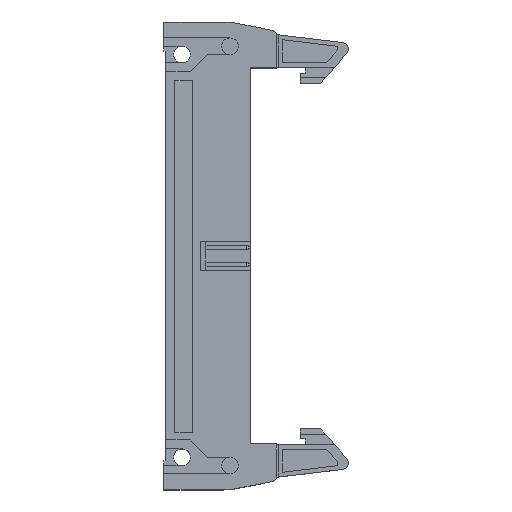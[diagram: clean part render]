
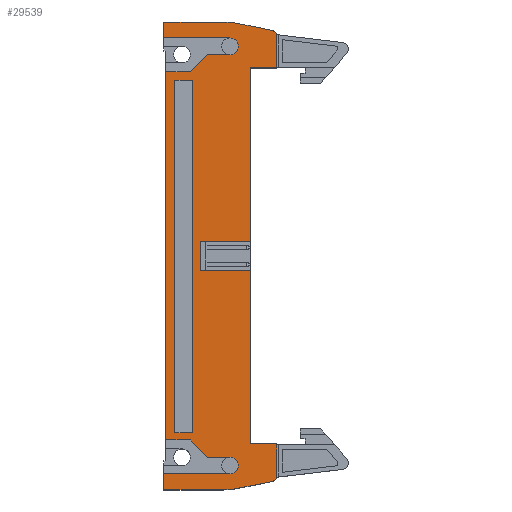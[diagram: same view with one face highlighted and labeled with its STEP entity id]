
A CAD part, top view. The second image highlights one B-rep face of the part: STEP entity #29539.
In plain terms, the highlighted face is planar.
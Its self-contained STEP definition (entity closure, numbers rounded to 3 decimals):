
#1619=LINE('',#40163,#4415);
#1626=LINE('',#40181,#4422);
#1640=LINE('',#40215,#4436);
#1646=LINE('',#40226,#4442);
#1649=LINE('',#40232,#4445);
#1653=LINE('',#40241,#4449);
#1661=LINE('',#40257,#4457);
#1663=LINE('',#40261,#4459);
#1669=LINE('',#40274,#4465);
#1676=LINE('',#40288,#4472);
#1691=LINE('',#40317,#4487);
#1693=LINE('',#40321,#4489);
#1695=LINE('',#40325,#4491);
#1696=LINE('',#40327,#4492);
#1740=LINE('',#40443,#4536);
#1743=LINE('',#40449,#4539);
#1746=LINE('',#40455,#4542);
#1786=LINE('',#40547,#4582);
#1790=LINE('',#40556,#4586);
#1793=LINE('',#40562,#4589);
#1796=LINE('',#40568,#4592);
#2049=LINE('',#41153,#4845);
#2051=LINE('',#41161,#4847);
#2057=LINE('',#41173,#4853);
#2060=LINE('',#41179,#4856);
#2061=LINE('',#41181,#4857);
#2062=LINE('',#41182,#4858);
#2063=LINE('',#41184,#4859);
#4415=VECTOR('',#34222,1000.);
#4422=VECTOR('',#34237,1000.);
#4436=VECTOR('',#34265,1000.);
#4442=VECTOR('',#34273,1000.);
#4445=VECTOR('',#34278,1000.);
#4449=VECTOR('',#34286,1000.);
#4457=VECTOR('',#34298,1000.);
#4459=VECTOR('',#34302,1000.);
#4465=VECTOR('',#34310,1000.);
#4472=VECTOR('',#34319,1000.);
#4487=VECTOR('',#34344,1000.);
#4489=VECTOR('',#34348,1000.);
#4491=VECTOR('',#34352,1000.);
#4492=VECTOR('',#34355,1000.);
#4536=VECTOR('',#34479,1000.);
#4539=VECTOR('',#34484,1000.);
#4542=VECTOR('',#34489,1000.);
#4582=VECTOR('',#34573,1000.);
#4586=VECTOR('',#34579,1000.);
#4589=VECTOR('',#34584,1000.);
#4592=VECTOR('',#34589,1000.);
#4845=VECTOR('',#35168,1000.);
#4847=VECTOR('',#35178,1000.);
#4853=VECTOR('',#35188,1000.);
#4856=VECTOR('',#35193,1000.);
#4857=VECTOR('',#35196,1000.);
#4858=VECTOR('',#35197,1000.);
#4859=VECTOR('',#35198,1000.);
#9380=ORIENTED_EDGE('',*,*,#13417,.T.);
#9381=ORIENTED_EDGE('',*,*,#13421,.T.);
#9382=ORIENTED_EDGE('',*,*,#13424,.T.);
#9383=ORIENTED_EDGE('',*,*,#13427,.T.);
#9384=ORIENTED_EDGE('',*,*,#13360,.F.);
#9385=ORIENTED_EDGE('',*,*,#13365,.F.);
#9386=ORIENTED_EDGE('',*,*,#13734,.F.);
#9387=ORIENTED_EDGE('',*,*,#13279,.F.);
#9388=ORIENTED_EDGE('',*,*,#13316,.F.);
#9389=ORIENTED_EDGE('',*,*,#13273,.F.);
#9390=ORIENTED_EDGE('',*,*,#11753,.F.);
#9391=ORIENTED_EDGE('',*,*,#13250,.F.);
#9392=ORIENTED_EDGE('',*,*,#13256,.F.);
#9393=ORIENTED_EDGE('',*,*,#13263,.F.);
#9394=ORIENTED_EDGE('',*,*,#13305,.F.);
#9395=ORIENTED_EDGE('',*,*,#13303,.F.);
#9396=ORIENTED_EDGE('',*,*,#13301,.F.);
#9397=ORIENTED_EDGE('',*,*,#13259,.F.);
#9398=ORIENTED_EDGE('',*,*,#13233,.F.);
#9399=ORIENTED_EDGE('',*,*,#13224,.F.);
#9400=ORIENTED_EDGE('',*,*,#13247,.F.);
#9401=ORIENTED_EDGE('',*,*,#13271,.F.);
#9402=ORIENTED_EDGE('',*,*,#13314,.F.);
#9403=ORIENTED_EDGE('',*,*,#13286,.F.);
#9404=ORIENTED_EDGE('',*,*,#13720,.F.);
#9405=ORIENTED_EDGE('',*,*,#13306,.F.);
#9406=ORIENTED_EDGE('',*,*,#13721,.F.);
#9407=ORIENTED_EDGE('',*,*,#13724,.F.);
#9408=ORIENTED_EDGE('',*,*,#13730,.F.);
#9409=ORIENTED_EDGE('',*,*,#13733,.F.);
#9410=ORIENTED_EDGE('',*,*,#13735,.F.);
#9411=ORIENTED_EDGE('',*,*,#13736,.F.);
#9412=ORIENTED_EDGE('',*,*,#13371,.F.);
#9413=ORIENTED_EDGE('',*,*,#13368,.F.);
#11753=EDGE_CURVE('',#14672,#14673,#16423,.T.);
#13224=EDGE_CURVE('',#15655,#15656,#1619,.T.);
#13233=EDGE_CURVE('',#15656,#15663,#1626,.T.);
#13247=EDGE_CURVE('',#15674,#15655,#16497,.T.);
#13250=EDGE_CURVE('',#15675,#14672,#1640,.T.);
#13256=EDGE_CURVE('',#15679,#15675,#1646,.T.);
#13259=EDGE_CURVE('',#15663,#15681,#1649,.T.);
#13263=EDGE_CURVE('',#15684,#15679,#1653,.T.);
#13271=EDGE_CURVE('',#15690,#15674,#1661,.T.);
#13273=EDGE_CURVE('',#14673,#15692,#1663,.T.);
#13279=EDGE_CURVE('',#15697,#15698,#1669,.T.);
#13286=EDGE_CURVE('',#15703,#15704,#1676,.T.);
#13301=EDGE_CURVE('',#15681,#15713,#1691,.T.);
#13303=EDGE_CURVE('',#15713,#15714,#1693,.T.);
#13305=EDGE_CURVE('',#15714,#15684,#1695,.T.);
#13306=EDGE_CURVE('',#15715,#15716,#1696,.T.);
#13314=EDGE_CURVE('',#15704,#15690,#16502,.T.);
#13316=EDGE_CURVE('',#15692,#15697,#16504,.T.);
#13360=EDGE_CURVE('',#15742,#15743,#16510,.T.);
#13365=EDGE_CURVE('',#15747,#15742,#1740,.T.);
#13368=EDGE_CURVE('',#15743,#15749,#1743,.T.);
#13371=EDGE_CURVE('',#15749,#15751,#1746,.T.);
#13417=EDGE_CURVE('',#15781,#15782,#1786,.T.);
#13421=EDGE_CURVE('',#15782,#15785,#1790,.T.);
#13424=EDGE_CURVE('',#15785,#15787,#1793,.T.);
#13427=EDGE_CURVE('',#15787,#15781,#1796,.T.);
#13720=EDGE_CURVE('',#15716,#15703,#2049,.T.);
#13721=EDGE_CURVE('',#15958,#15715,#16559,.T.);
#13724=EDGE_CURVE('',#15960,#15958,#2051,.T.);
#13730=EDGE_CURVE('',#15964,#15960,#2057,.T.);
#13733=EDGE_CURVE('',#15965,#15964,#2060,.T.);
#13734=EDGE_CURVE('',#15698,#15747,#2061,.T.);
#13735=EDGE_CURVE('',#15966,#15965,#2062,.T.);
#13736=EDGE_CURVE('',#15751,#15966,#2063,.T.);
#14672=VERTEX_POINT('',#37167);
#14673=VERTEX_POINT('',#37169);
#15655=VERTEX_POINT('',#40162);
#15656=VERTEX_POINT('',#40164);
#15663=VERTEX_POINT('',#40182);
#15674=VERTEX_POINT('',#40209);
#15675=VERTEX_POINT('',#40214);
#15679=VERTEX_POINT('',#40225);
#15681=VERTEX_POINT('',#40230);
#15684=VERTEX_POINT('',#40240);
#15690=VERTEX_POINT('',#40256);
#15692=VERTEX_POINT('',#40262);
#15697=VERTEX_POINT('',#40273);
#15698=VERTEX_POINT('',#40275);
#15703=VERTEX_POINT('',#40287);
#15704=VERTEX_POINT('',#40289);
#15713=VERTEX_POINT('',#40318);
#15714=VERTEX_POINT('',#40322);
#15715=VERTEX_POINT('',#40328);
#15716=VERTEX_POINT('',#40329);
#15742=VERTEX_POINT('',#40433);
#15743=VERTEX_POINT('',#40434);
#15747=VERTEX_POINT('',#40444);
#15749=VERTEX_POINT('',#40450);
#15751=VERTEX_POINT('',#40456);
#15781=VERTEX_POINT('',#40548);
#15782=VERTEX_POINT('',#40549);
#15785=VERTEX_POINT('',#40557);
#15787=VERTEX_POINT('',#40563);
#15958=VERTEX_POINT('',#41156);
#15960=VERTEX_POINT('',#41162);
#15964=VERTEX_POINT('',#41174);
#15965=VERTEX_POINT('',#41178);
#15966=VERTEX_POINT('',#41183);
#16423=CIRCLE('',#30032,1.);
#16497=CIRCLE('',#30652,1.);
#16502=CIRCLE('',#30678,10.);
#16504=CIRCLE('',#30681,10.);
#16510=CIRCLE('',#30707,1.25);
#16559=CIRCLE('',#30902,1.25);
#17394=EDGE_LOOP('',(#9380,#9381,#9382,#9383));
#17395=EDGE_LOOP('',(#9384,#9385,#9386,#9387,#9388,#9389,#9390,#9391,#9392,
#9393,#9394,#9395,#9396,#9397,#9398,#9399,#9400,#9401,#9402,#9403,#9404,
#9405,#9406,#9407,#9408,#9409,#9410,#9411,#9412,#9413));
#18698=FACE_BOUND('',#17394,.T.);
#18699=FACE_BOUND('',#17395,.T.);
#19919=PLANE('',#30908);
#29539=ADVANCED_FACE('',(#18698,#18699),#19919,.F.);
#30032=AXIS2_PLACEMENT_3D('',#37168,#31599,#31600);
#30652=AXIS2_PLACEMENT_3D('',#40210,#34259,#34260);
#30678=AXIS2_PLACEMENT_3D('',#40342,#34373,#34374);
#30681=AXIS2_PLACEMENT_3D('',#40345,#34379,#34380);
#30707=AXIS2_PLACEMENT_3D('',#40432,#34469,#34470);
#30902=AXIS2_PLACEMENT_3D('',#41155,#35171,#35172);
#30908=AXIS2_PLACEMENT_3D('',#41180,#35194,#35195);
#31599=DIRECTION('',(0.,1.,0.));
#31600=DIRECTION('',(0.,0.,1.));
#34222=DIRECTION('',(1.,0.,0.));
#34237=DIRECTION('',(0.,0.,-1.));
#34259=DIRECTION('',(0.,1.,0.));
#34260=DIRECTION('',(0.,0.,1.));
#34265=DIRECTION('',(1.,0.,0.));
#34273=DIRECTION('',(0.,0.,1.));
#34278=DIRECTION('',(1.,0.,0.));
#34286=DIRECTION('',(1.,0.,0.));
#34298=DIRECTION('',(0.196,0.,0.981));
#34302=DIRECTION('',(0.196,0.,-0.981));
#34310=DIRECTION('',(0.,0.,-1.));
#34319=DIRECTION('',(0.,0.,1.));
#34344=DIRECTION('',(0.,0.,-1.));
#34348=DIRECTION('',(1.,0.,0.));
#34352=DIRECTION('',(0.,0.,1.));
#34355=DIRECTION('',(0.,0.,-1.));
#34373=DIRECTION('',(0.,1.,0.));
#34374=DIRECTION('',(0.,0.,1.));
#34379=DIRECTION('',(0.,1.,0.));
#34380=DIRECTION('',(0.,0.,1.));
#34469=DIRECTION('',(0.,-1.,0.));
#34470=DIRECTION('',(1.,0.,0.));
#34479=DIRECTION('',(0.,0.,1.));
#34484=DIRECTION('',(0.,0.,-1.));
#34489=DIRECTION('',(-0.707,0.,-0.707));
#34573=DIRECTION('',(0.,0.,1.));
#34579=DIRECTION('',(1.,0.,0.));
#34584=DIRECTION('',(0.,0.,-1.));
#34589=DIRECTION('',(-1.,0.,0.));
#35168=DIRECTION('',(-1.,0.,0.));
#35171=DIRECTION('',(0.,-1.,0.));
#35172=DIRECTION('',(1.,0.,0.));
#35178=DIRECTION('',(0.,0.,1.));
#35188=DIRECTION('',(-0.707,0.,0.707));
#35193=DIRECTION('',(0.,0.,1.));
#35194=DIRECTION('',(0.,1.,0.));
#35195=DIRECTION('',(0.,0.,1.));
#35196=DIRECTION('',(-1.,0.,0.));
#35197=DIRECTION('',(-1.,0.,0.));
#35198=DIRECTION('',(0.,0.,-1.));
#37167=CARTESIAN_POINT('',(32.93,-4.15,12.));
#37168=CARTESIAN_POINT('',(32.93,-4.15,11.));
#37169=CARTESIAN_POINT('',(33.911,-4.15,11.196));
#40162=CARTESIAN_POINT('',(-32.93,-4.15,12.));
#40163=CARTESIAN_POINT('',(-33.75,-4.15,12.));
#40164=CARTESIAN_POINT('',(-28.25,-4.15,12.));
#40181=CARTESIAN_POINT('',(-28.25,-4.15,12.));
#40182=CARTESIAN_POINT('',(-28.25,-4.15,8.));
#40209=CARTESIAN_POINT('',(-33.911,-4.15,11.196));
#40210=CARTESIAN_POINT('',(-32.93,-4.15,11.));
#40214=CARTESIAN_POINT('',(28.25,-4.15,12.));
#40215=CARTESIAN_POINT('',(28.25,-4.15,12.));
#40225=CARTESIAN_POINT('',(28.25,-4.15,8.));
#40226=CARTESIAN_POINT('',(28.25,-4.15,8.));
#40230=CARTESIAN_POINT('',(-2.125,-4.15,8.));
#40232=CARTESIAN_POINT('',(-28.25,-4.15,8.));
#40240=CARTESIAN_POINT('',(2.125,-4.15,8.));
#40241=CARTESIAN_POINT('',(-28.25,-4.15,8.));
#40256=CARTESIAN_POINT('',(-34.956,-4.15,5.971));
#40257=CARTESIAN_POINT('',(-33.75,-4.15,12.));
#40261=CARTESIAN_POINT('',(33.75,-4.15,12.));
#40262=CARTESIAN_POINT('',(34.956,-4.15,5.971));
#40273=CARTESIAN_POINT('',(35.15,-4.15,4.01));
#40274=CARTESIAN_POINT('',(35.15,-4.15,5.));
#40275=CARTESIAN_POINT('',(35.15,-4.15,-5.));
#40287=CARTESIAN_POINT('',(-35.15,-4.15,-5.));
#40288=CARTESIAN_POINT('',(-35.15,-4.15,-5.));
#40289=CARTESIAN_POINT('',(-35.15,-4.15,4.01));
#40317=CARTESIAN_POINT('',(-2.125,-4.15,8.));
#40318=CARTESIAN_POINT('',(-2.125,-4.15,0.45));
#40321=CARTESIAN_POINT('',(-2.125,-4.15,0.45));
#40322=CARTESIAN_POINT('',(2.125,-4.15,0.45));
#40325=CARTESIAN_POINT('',(2.125,-4.15,0.45));
#40327=CARTESIAN_POINT('',(-32.75,-4.15,4.95));
#40328=CARTESIAN_POINT('',(-32.75,-4.15,4.95));
#40329=CARTESIAN_POINT('',(-32.75,-4.15,-5.));
#40342=CARTESIAN_POINT('',(-25.15,-4.15,4.01));
#40345=CARTESIAN_POINT('',(25.15,-4.15,4.01));
#40432=CARTESIAN_POINT('',(31.5,-4.15,4.95));
#40433=CARTESIAN_POINT('',(32.75,-4.15,4.95));
#40434=CARTESIAN_POINT('',(30.25,-4.15,4.95));
#40443=CARTESIAN_POINT('',(32.75,-4.15,-5.));
#40444=CARTESIAN_POINT('',(32.75,-4.15,-5.));
#40449=CARTESIAN_POINT('',(30.25,-4.15,4.95));
#40450=CARTESIAN_POINT('',(30.25,-4.15,1.6));
#40455=CARTESIAN_POINT('',(30.25,-4.15,1.6));
#40456=CARTESIAN_POINT('',(27.65,-4.15,-1.));
#40547=CARTESIAN_POINT('',(-26.4,-4.15,-3.35));
#40548=CARTESIAN_POINT('',(-26.4,-4.15,-3.35));
#40549=CARTESIAN_POINT('',(-26.4,-4.15,-0.65));
#40556=CARTESIAN_POINT('',(-26.4,-4.15,-0.65));
#40557=CARTESIAN_POINT('',(26.6,-4.15,-0.65));
#40562=CARTESIAN_POINT('',(26.6,-4.15,-0.65));
#40563=CARTESIAN_POINT('',(26.6,-4.15,-3.35));
#40568=CARTESIAN_POINT('',(26.6,-4.15,-3.35));
#41153=CARTESIAN_POINT('',(35.15,-4.15,-5.));
#41155=CARTESIAN_POINT('',(-31.5,-4.15,4.95));
#41156=CARTESIAN_POINT('',(-30.25,-4.15,4.95));
#41161=CARTESIAN_POINT('',(-30.25,-4.15,4.95));
#41162=CARTESIAN_POINT('',(-30.25,-4.15,1.6));
#41173=CARTESIAN_POINT('',(-30.25,-4.15,1.6));
#41174=CARTESIAN_POINT('',(-27.65,-4.15,-1.));
#41178=CARTESIAN_POINT('',(-27.65,-4.15,-4.7));
#41179=CARTESIAN_POINT('',(-27.65,-4.15,-1.));
#41180=CARTESIAN_POINT('',(0.,-4.15,0.));
#41181=CARTESIAN_POINT('',(35.15,-4.15,-5.));
#41182=CARTESIAN_POINT('',(30.75,-4.15,-4.7));
#41183=CARTESIAN_POINT('',(27.65,-4.15,-4.7));
#41184=CARTESIAN_POINT('',(27.65,-4.15,-1.));
